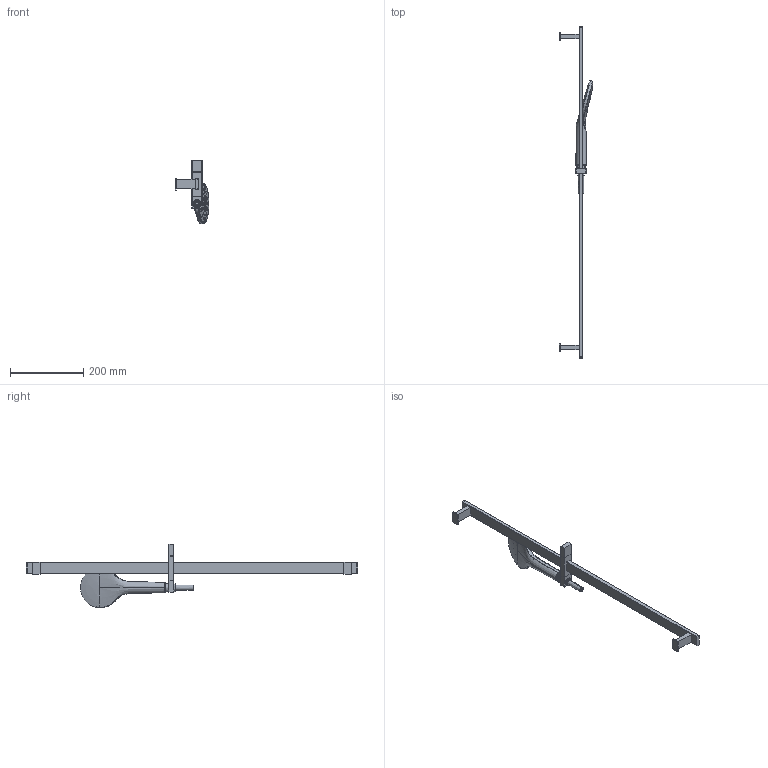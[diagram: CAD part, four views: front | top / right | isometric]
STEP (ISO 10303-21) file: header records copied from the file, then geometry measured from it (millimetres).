
FILE_DESCRIPTION((''),'2;1');
FILE_NAME('ZSAL147CRAG_ASM','2021-11-15T12:55:34',('ut3'),('PAFFONI SpA'),'CREO PARAMETRIC BY PTC INC, 2020044','CREO PARAMETRIC BY PTC INC, 2020044','');
FILE_SCHEMA(('CONFIG_CONTROL_DESIGN','SHAPE_APPEARANCE_LAYERS_GROUPS'));
Products named in the file (16): 4071543CR; 4071389AGE; 4071084CR_E; 4071084CR_A; 4071084CR_B; 4071084CR_C; 4071084CR_D1; 4071084CR_D2; 4071084CR_D3; 4071084CR_D_ASM; 4071084CR_F1; 4071084CR_F2; 4071084CR_F3; 4071084CR_F_ASM; 4072084CR_ASM; ZSAL147CRAG_ASM
Assembly tree (15 placements, depth 4):
  ZSAL147CRAG_ASM
    4071543CR
    4071389AGE
    4072084CR_ASM
      4071084CR_E
      4071084CR_A
      4071084CR_B
      4071084CR_C
      4071084CR_D_ASM
        4071084CR_D1
        4071084CR_D2
        4071084CR_D3
      4071084CR_F_ASM
        4071084CR_F1
        4071084CR_F2
        4071084CR_F3
Bounding box: 92.66 x 906.4 x 173.36 mm (x, y, z)
Volume: 393697.2 mm3; surface area: 190627.3 mm2
Topology: 11 solids, 12 shells, 2792 faces, 7395 edges, 4688 vertices
Faces by surface type: bspline 1015, plane 589, cylinder 447, cone 437, torus 215, sphere 50, extrusion 33, revolution 6
Entity records: 237396 total; most frequent: CARTESIAN_POINT 140073, ORIENTED_EDGE 14686, PRESENTATION_STYLE_ASSIGNMENT 9187, STYLED_ITEM 9182, DIRECTION 9027, EDGE_CURVE 7346, CURVE_STYLE 6770, VERTEX_POINT 4684
